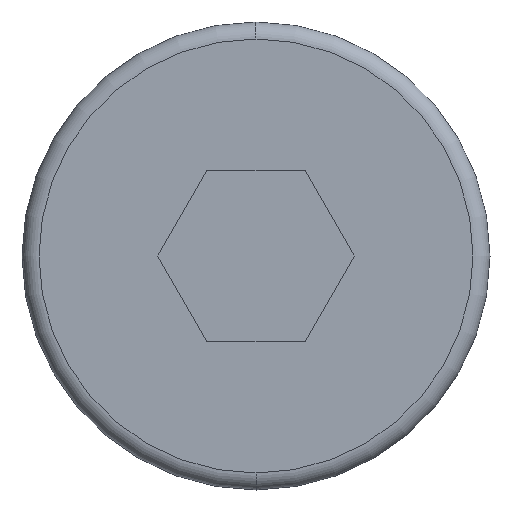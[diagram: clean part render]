
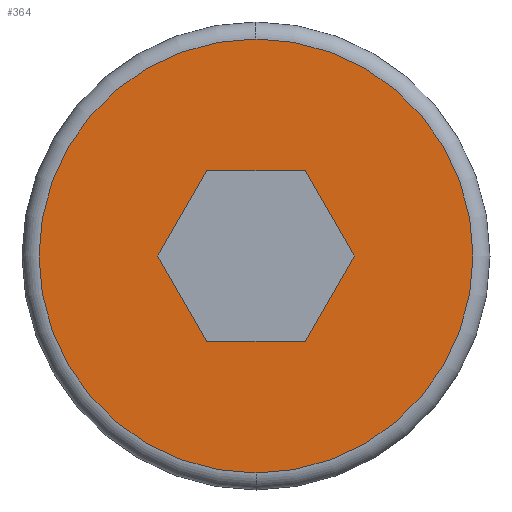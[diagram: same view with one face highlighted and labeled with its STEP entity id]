
A CAD part, left-side view. The second image highlights one B-rep face of the part: STEP entity #364.
In plain terms, the highlighted planar face has unit normal (-1, 0, 0).
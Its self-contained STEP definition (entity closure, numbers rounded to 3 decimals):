
#16 = EDGE_CURVE ( 'NONE', #305, #388, #587, .T. ) ;
#36 = VECTOR ( 'NONE', #711, 1000. ) ;
#41 = VECTOR ( 'NONE', #119, 1000. ) ;
#48 = EDGE_CURVE ( 'NONE', #309, #305, #223, .T. ) ;
#59 = VECTOR ( 'NONE', #791, 1000. ) ;
#61 = DIRECTION ( 'NONE',  ( 0., 0., -1. ) ) ;
#72 = VERTEX_POINT ( 'NONE', #552 ) ;
#81 = DIRECTION ( 'NONE',  ( -1., 0., 0. ) ) ;
#87 = AXIS2_PLACEMENT_3D ( 'NONE', #153, #637, #61 ) ;
#92 = CARTESIAN_POINT ( 'NONE',  ( -2.3, -0.577, -1. ) ) ;
#104 = DIRECTION ( 'NONE',  ( 0., -0.5, -0.866 ) ) ;
#113 = PLANE ( 'NONE',  #87 ) ;
#119 = DIRECTION ( 'NONE',  ( 0., 1., 0. ) ) ;
#128 = CARTESIAN_POINT ( 'NONE',  ( -2.3, 0., 0. ) ) ;
#153 = CARTESIAN_POINT ( 'NONE',  ( -2.3, 0., 0. ) ) ;
#161 = LINE ( 'NONE', #269, #793 ) ;
#172 = EDGE_LOOP ( 'NONE', ( #680, #460, #431, #610, #775, #400 ) ) ;
#174 = EDGE_CURVE ( 'NONE', #811, #309, #296, .T. ) ;
#211 = AXIS2_PLACEMENT_3D ( 'NONE', #128, #513, #815 ) ;
#223 = LINE ( 'NONE', #403, #59 ) ;
#226 = CARTESIAN_POINT ( 'NONE',  ( -2.3, 0., -2.55 ) ) ;
#229 = CARTESIAN_POINT ( 'NONE',  ( -2.3, 0.577, -1. ) ) ;
#234 = VERTEX_POINT ( 'NONE', #277 ) ;
#269 = CARTESIAN_POINT ( 'NONE',  ( -2.3, 1.155, 0. ) ) ;
#277 = CARTESIAN_POINT ( 'NONE',  ( -2.3, -0.577, 1. ) ) ;
#279 = ORIENTED_EDGE ( 'NONE', *, *, #420, .T. ) ;
#296 = LINE ( 'NONE', #229, #358 ) ;
#305 = VERTEX_POINT ( 'NONE', #92 ) ;
#309 = VERTEX_POINT ( 'NONE', #736 ) ;
#337 = EDGE_CURVE ( 'NONE', #344, #811, #161, .T. ) ;
#344 = VERTEX_POINT ( 'NONE', #539 ) ;
#358 = VECTOR ( 'NONE', #104, 1000. ) ;
#364 = ADVANCED_FACE ( 'NONE', ( #476, #624 ), #113, .F. ) ;
#388 = VERTEX_POINT ( 'NONE', #567 ) ;
#395 = CARTESIAN_POINT ( 'NONE',  ( -2.3, 0., 0. ) ) ;
#400 = ORIENTED_EDGE ( 'NONE', *, *, #716, .F. ) ;
#403 = CARTESIAN_POINT ( 'NONE',  ( -2.3, -0.577, -1. ) ) ;
#420 = EDGE_CURVE ( 'NONE', #72, #510, #772, .T. ) ;
#431 = ORIENTED_EDGE ( 'NONE', *, *, #174, .F. ) ;
#444 = CARTESIAN_POINT ( 'NONE',  ( -2.3, -1.155, 0. ) ) ;
#452 = CARTESIAN_POINT ( 'NONE',  ( -2.3, 0.577, 1. ) ) ;
#460 = ORIENTED_EDGE ( 'NONE', *, *, #48, .F. ) ;
#476 = FACE_OUTER_BOUND ( 'NONE', #647, .T. ) ;
#510 = VERTEX_POINT ( 'NONE', #226 ) ;
#513 = DIRECTION ( 'NONE',  ( -1., 0., 0. ) ) ;
#529 = EDGE_CURVE ( 'NONE', #234, #344, #691, .T. ) ;
#532 = DIRECTION ( 'NONE',  ( 0., 0.5, -0.866 ) ) ;
#539 = CARTESIAN_POINT ( 'NONE',  ( -2.3, 0.577, 1. ) ) ;
#542 = DIRECTION ( 'NONE',  ( 0., -0.5, 0.866 ) ) ;
#552 = CARTESIAN_POINT ( 'NONE',  ( -2.3, 0., 2.55 ) ) ;
#567 = CARTESIAN_POINT ( 'NONE',  ( -2.3, -1.155, 0. ) ) ;
#587 = LINE ( 'NONE', #444, #740 ) ;
#599 = ORIENTED_EDGE ( 'NONE', *, *, #682, .T. ) ;
#610 = ORIENTED_EDGE ( 'NONE', *, *, #337, .F. ) ;
#612 = CIRCLE ( 'NONE', #664, 2.55 ) ;
#624 = FACE_BOUND ( 'NONE', #172, .T. ) ;
#637 = DIRECTION ( 'NONE',  ( 1., 0., 0. ) ) ;
#645 = CARTESIAN_POINT ( 'NONE',  ( -2.3, 1.155, 0. ) ) ;
#647 = EDGE_LOOP ( 'NONE', ( #599, #279 ) ) ;
#664 = AXIS2_PLACEMENT_3D ( 'NONE', #395, #81, #779 ) ;
#680 = ORIENTED_EDGE ( 'NONE', *, *, #16, .F. ) ;
#682 = EDGE_CURVE ( 'NONE', #510, #72, #612, .T. ) ;
#691 = LINE ( 'NONE', #452, #41 ) ;
#711 = DIRECTION ( 'NONE',  ( 0., 0.5, 0.866 ) ) ;
#716 = EDGE_CURVE ( 'NONE', #388, #234, #720, .T. ) ;
#720 = LINE ( 'NONE', #774, #36 ) ;
#736 = CARTESIAN_POINT ( 'NONE',  ( -2.3, 0.577, -1. ) ) ;
#740 = VECTOR ( 'NONE', #542, 1000. ) ;
#772 = CIRCLE ( 'NONE', #211, 2.55 ) ;
#774 = CARTESIAN_POINT ( 'NONE',  ( -2.3, -0.577, 1. ) ) ;
#775 = ORIENTED_EDGE ( 'NONE', *, *, #529, .F. ) ;
#779 = DIRECTION ( 'NONE',  ( 0., 0., -1. ) ) ;
#791 = DIRECTION ( 'NONE',  ( 0., -1., 0. ) ) ;
#793 = VECTOR ( 'NONE', #532, 1000. ) ;
#811 = VERTEX_POINT ( 'NONE', #645 ) ;
#815 = DIRECTION ( 'NONE',  ( 0., 0., -1. ) ) ;
